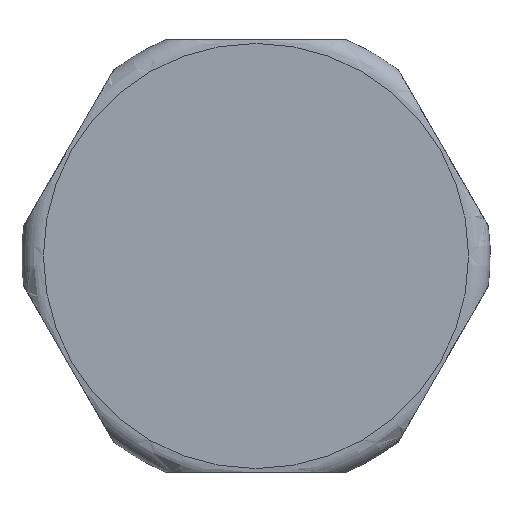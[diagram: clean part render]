
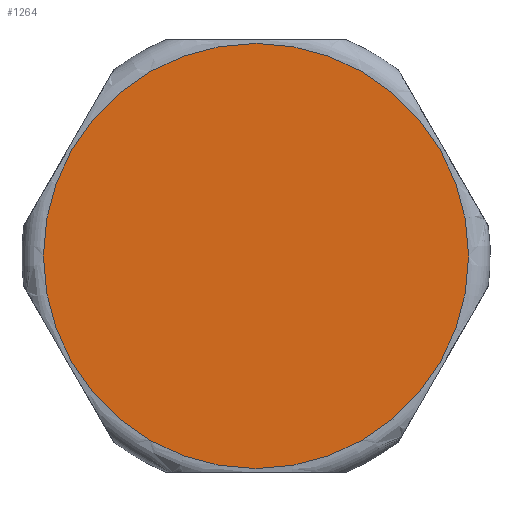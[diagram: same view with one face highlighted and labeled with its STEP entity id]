
A CAD part, left-side view. The second image highlights one B-rep face of the part: STEP entity #1264.
In plain terms, the highlighted planar face has unit normal (-1, 0, 0).
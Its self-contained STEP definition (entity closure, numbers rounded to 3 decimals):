
#76=PLANE('',#1397);
#124=FACE_OUTER_BOUND('',#194,.T.);
#194=EDGE_LOOP('',(#949,#950));
#421=CIRCLE('',#1390,14.75);
#422=CIRCLE('',#1391,14.75);
#520=VERTEX_POINT('',#2477);
#521=VERTEX_POINT('',#2479);
#671=EDGE_CURVE('',#520,#521,#421,.T.);
#672=EDGE_CURVE('',#521,#520,#422,.T.);
#949=ORIENTED_EDGE('',*,*,#672,.F.);
#950=ORIENTED_EDGE('',*,*,#671,.F.);
#1264=ADVANCED_FACE('',(#124),#76,.T.);
#1390=AXIS2_PLACEMENT_3D('',#2480,#1633,#1634);
#1391=AXIS2_PLACEMENT_3D('',#2481,#1635,#1636);
#1397=AXIS2_PLACEMENT_3D('',#2490,#1648,#1649);
#1633=DIRECTION('center_axis',(1.,0.,0.));
#1634=DIRECTION('ref_axis',(0.,0.866,-0.5));
#1635=DIRECTION('center_axis',(1.,0.,0.));
#1636=DIRECTION('ref_axis',(0.,0.866,-0.5));
#1648=DIRECTION('center_axis',(-1.,0.,0.));
#1649=DIRECTION('ref_axis',(0.,-0.866,0.5));
#2477=CARTESIAN_POINT('',(-16.,-12.774,7.375));
#2479=CARTESIAN_POINT('',(-16.,7.375,12.774));
#2480=CARTESIAN_POINT('Origin',(-16.,0.,0.));
#2481=CARTESIAN_POINT('Origin',(-16.,0.,0.));
#2490=CARTESIAN_POINT('Origin',(-16.,7.375,12.774));
